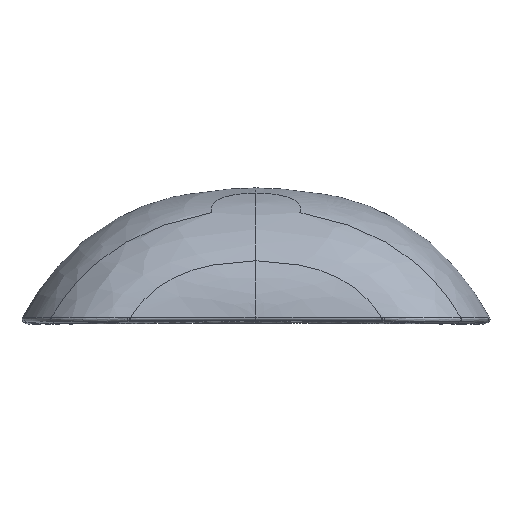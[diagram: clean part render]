
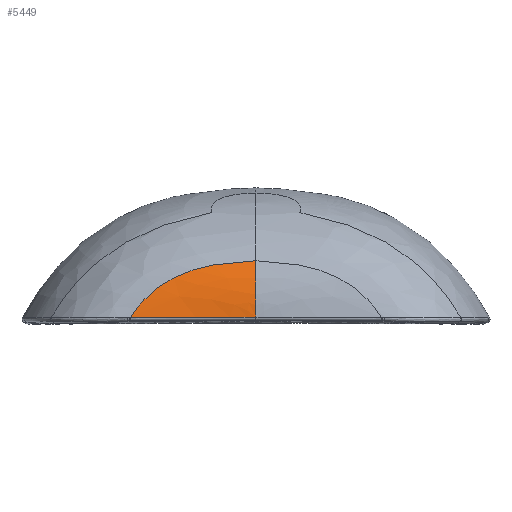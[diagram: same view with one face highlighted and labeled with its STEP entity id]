
A CAD part, top view. The second image highlights one B-rep face of the part: STEP entity #5449.
In plain terms, the highlighted free-form (B-spline) face has degree [3, 3] with [4, 5] control points.
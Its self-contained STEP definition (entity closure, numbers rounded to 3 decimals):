
#350=CARTESIAN_POINT('',(0.,18.703,-5.149));
#352=CARTESIAN_POINT('',(0.,18.703,-5.149));
#353=CARTESIAN_POINT('',(-15.01,18.123,-4.795));
#354=CARTESIAN_POINT('',(-29.942,15.575,-3.144));
#355=CARTESIAN_POINT('',(-39.38,0.989,
-0.198));
#360=CARTESIAN_POINT('',(-39.38,0.989,
-0.198));
#377=CARTESIAN_POINT('',(-39.38,0.989,
-0.198));
#378=CARTESIAN_POINT('',(-38.111,0.99,
-0.193));
#379=CARTESIAN_POINT('',(-35.71,0.991,
-0.182));
#380=CARTESIAN_POINT('',(-32.578,0.992,
-0.168));
#381=CARTESIAN_POINT('',(-29.797,0.993,
-0.156));
#382=CARTESIAN_POINT('',(-27.295,0.994,
-0.144));
#383=CARTESIAN_POINT('',(-25.032,0.995,
-0.133));
#384=CARTESIAN_POINT('',(-22.973,0.998,
-0.123));
#385=CARTESIAN_POINT('',(-21.081,1.,
-0.114));
#386=CARTESIAN_POINT('',(-19.318,1.004,
-0.106));
#387=CARTESIAN_POINT('',(-17.736,1.007,
-0.098));
#388=CARTESIAN_POINT('',(-16.289,1.011,
-0.091));
#389=CARTESIAN_POINT('',(-15.022,1.014,
-0.085));
#390=CARTESIAN_POINT('',(-13.804,1.017,
-0.079));
#391=CARTESIAN_POINT('',(-12.549,1.02,
-0.073));
#392=CARTESIAN_POINT('',(-11.262,1.023,
-0.066));
#393=CARTESIAN_POINT('',(-9.968,1.025,
-0.059));
#394=CARTESIAN_POINT('',(-8.783,1.026,
-0.053));
#395=CARTESIAN_POINT('',(-7.74,1.027,
-0.048));
#396=CARTESIAN_POINT('',(-6.8,1.028,
-0.042));
#397=CARTESIAN_POINT('',(-5.947,1.028,
-0.038));
#398=CARTESIAN_POINT('',(-5.183,1.027,
-0.034));
#399=CARTESIAN_POINT('',(-4.499,1.027,
-0.03));
#400=CARTESIAN_POINT('',(-3.881,1.026,
-0.027));
#401=CARTESIAN_POINT('',(-3.32,1.025,
-0.024));
#402=CARTESIAN_POINT('',(-2.812,1.024,
-0.021));
#403=CARTESIAN_POINT('',(-2.352,1.024,
-0.019));
#404=CARTESIAN_POINT('',(-1.938,1.024,
-0.017));
#405=CARTESIAN_POINT('',(-1.566,1.024,
-0.016));
#406=CARTESIAN_POINT('',(-1.232,1.024,
-0.015));
#407=CARTESIAN_POINT('',(-0.932,1.025,
-0.014));
#408=CARTESIAN_POINT('',(-0.66,1.025,
-0.013));
#409=CARTESIAN_POINT('',(-0.416,1.025,
-0.013));
#410=CARTESIAN_POINT('',(-0.196,1.025,
-0.013));
#411=CARTESIAN_POINT('',(-0.063,1.025,
-0.013));
#412=CARTESIAN_POINT('',(0.,1.025,
-0.013));
#414=CARTESIAN_POINT('',(0.,18.703,-5.149));
#415=CARTESIAN_POINT('',(0.,16.002,-3.498));
#416=CARTESIAN_POINT('',(0.,10.522,
-1.076));
#417=CARTESIAN_POINT('',(0.,4.248,
-0.094));
#418=CARTESIAN_POINT('',(0.,1.025,
-0.013));
#3431=VERTEX_POINT('',#350);
#3464=VERTEX_POINT('',#360);
#3466=VERTEX_POINT('',#412);
#5422=CARTESIAN_POINT('',(2.558,18.945,-5.296));
#5423=CARTESIAN_POINT('',(2.142,16.142,-3.553));
#5424=CARTESIAN_POINT('',(1.327,10.497,-1.05));
#5425=CARTESIAN_POINT('',(0.496,4.117,
-0.076));
#5426=CARTESIAN_POINT('',(0.1,0.836,
-0.009));
#5427=CARTESIAN_POINT('',(-14.134,18.494,
-5.051));
#5428=CARTESIAN_POINT('',(-11.836,16.06,
-3.585));
#5429=CARTESIAN_POINT('',(-7.33,10.836,
-1.161));
#5430=CARTESIAN_POINT('',(-2.737,4.252,
-0.084));
#5431=CARTESIAN_POINT('',(-0.553,0.863,
-0.009));
#5432=CARTESIAN_POINT('',(-31.102,16.341,
-3.212));
#5433=CARTESIAN_POINT('',(-26.073,14.256,
-2.347));
#5434=CARTESIAN_POINT('',(-16.194,9.687,
-0.793));
#5435=CARTESIAN_POINT('',(-6.051,3.795,
-0.058));
#5436=CARTESIAN_POINT('',(-1.222,0.77,
-0.006));
#5437=CARTESIAN_POINT('',(-41.035,-1.11,
0.22));
#5438=CARTESIAN_POINT('',(-34.278,-0.969,
0.161));
#5439=CARTESIAN_POINT('',(-21.119,-0.658,
0.054));
#5440=CARTESIAN_POINT('',(-7.832,-0.258,
0.004));
#5441=CARTESIAN_POINT('',(-1.58,-0.052,
0.));
#5442=B_SPLINE_SURFACE_WITH_KNOTS('',3,3,((#5422,#5423,#5424,#5425,#5426),
(#5427,#5428,#5429,#5430,#5431),(#5432,#5433,#5434,#5435,#5436),(#5437,#5438,
#5439,#5440,#5441)),.UNSPECIFIED.,.F.,.F.,.F.,(4,4),(4,1,4),(-0.055,
1.023),(0.855,0.928,0.994),
.UNSPECIFIED.);
#5443=ORIENTED_EDGE('',*,*,#5412,.F.);
#5444=ORIENTED_EDGE('',*,*,#5192,.F.);
#5446=ORIENTED_EDGE('',*,*,#5445,.T.);
#5447=EDGE_LOOP('',(#5443,#5444,#5446));
#5448=FACE_OUTER_BOUND('',#5447,.F.);
#5449=ADVANCED_FACE('',(#5448),#5442,.T.);
#356=B_SPLINE_CURVE_WITH_KNOTS('',3,(#352,#353,#354,#355),.UNSPECIFIED.,.F.,.F.,
(4,4),(0.,1.),.UNSPECIFIED.);
#413=B_SPLINE_CURVE_WITH_KNOTS('',3,(#377,#378,#379,#380,#381,#382,#383,#384,
#385,#386,#387,#388,#389,#390,#391,#392,#393,#394,#395,#396,#397,#398,#399,#400,
#401,#402,#403,#404,#405,#406,#407,#408,#409,#410,#411,#412),.UNSPECIFIED.,.F.,
.F.,(4,1,1,1,1,1,1,1,1,1,1,1,1,1,1,1,1,1,1,1,1,1,1,1,1,1,1,1,1,1,1,1,1,4),(0.,
0.03,0.061,0.091,0.121,
0.152,0.182,0.212,0.242,
0.273,0.303,0.333,0.364,
0.394,0.424,0.455,0.485,
0.515,0.545,0.576,0.606,
0.636,0.667,0.697,0.727,
0.758,0.788,0.818,0.848,
0.879,0.909,0.939,0.97,1.),
.UNSPECIFIED.);
#419=B_SPLINE_CURVE_WITH_KNOTS('',3,(#414,#415,#416,#417,#418),.UNSPECIFIED.,
.F.,.F.,(4,1,4),(0.,0.525,1.),.UNSPECIFIED.);
#5192=EDGE_CURVE('',#3431,#3464,#356,.T.);
#5412=EDGE_CURVE('',#3464,#3466,#413,.T.);
#5445=EDGE_CURVE('',#3431,#3466,#419,.T.);
